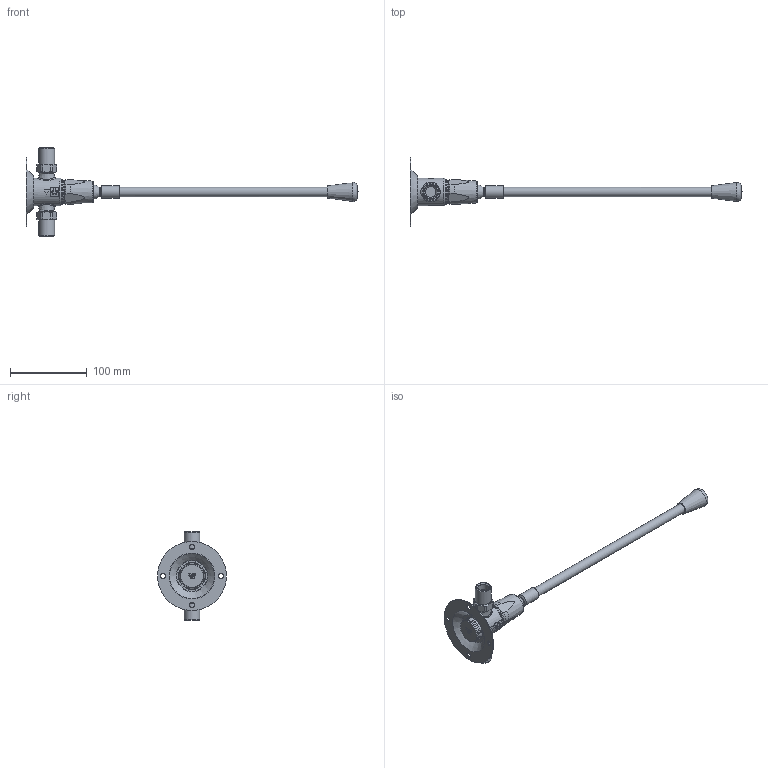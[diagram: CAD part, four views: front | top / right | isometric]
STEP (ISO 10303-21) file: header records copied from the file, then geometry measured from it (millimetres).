
FILE_DESCRIPTION(/* description */ ('Unknown'),/* implementation_level */ '2;1');
FILE_NAME(/* name */ '31704',/* time_stamp */ '2023-01-31T11:31:43+01:00',/* author */ ('Unknown'),/* organization */ ('Unknown'),/* preprocessor_version */ 'ST-DEVELOPER v16.7',/* originating_system */ 'DEX',/* authorisation */ $);
FILE_SCHEMA (('AUTOMOTIVE_DESIGN {1 0 10303 214 3 1 1}'));
Length unit declared in the file: millimetre
Products named in the file (1): F1675
Bounding box: 433.34 x 90 x 116 mm (x, y, z)
Volume: 160712.8 mm3; surface area: 48149.5 mm2
Topology: 1 solids, 1 shells, 205 faces, 561 edges, 399 vertices
Faces by surface type: plane 83, cylinder 60, cone 41, torus 15, bspline 4, sphere 2
Full cylindrical faces by diameter (mm): 4.5 x1, 6.5 x4, 11 x1, 12.3 x1, 14 x2, 16 x1, 20.6 x2, 21 x2, 29 x1, 29.5 x1, 30.6 x1, 31 x1, 32 x1, 36 x1, 90 x1
Entity records: 7195 total; most frequent: CARTESIAN_POINT 2321, ORIENTED_EDGE 964, DIRECTION 960, EDGE_CURVE 482, AXIS2_PLACEMENT_3D 412, VERTEX_POINT 376, EDGE_LOOP 310, FACE_BOUND 310
